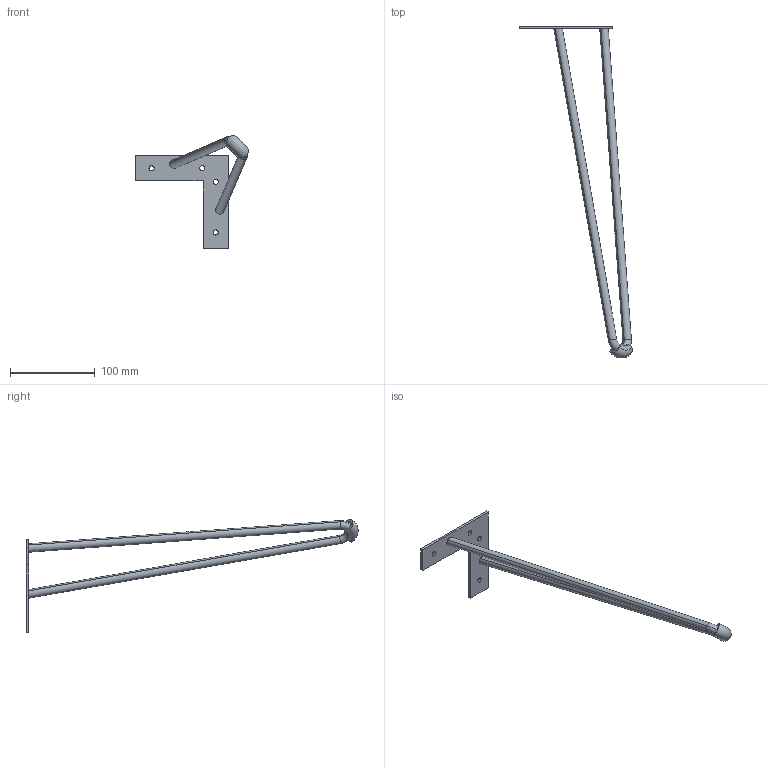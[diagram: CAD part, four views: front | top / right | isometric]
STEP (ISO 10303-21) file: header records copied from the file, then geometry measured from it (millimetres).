
FILE_DESCRIPTION (( 'STEP AP214' ), '1' );
FILE_NAME ('F002851_3D.step', '2022-10-10T15:16:11', ( '' ), ( '' ), 'SwSTEP 2.0', 'SolidWorks 2020', '' );
FILE_SCHEMA (( 'AUTOMOTIVE_DESIGN' ));
Length unit declared in the file: millimetre
Products named in the file (1): F002851_3D
Bounding box: 133.79 x 392.64 x 133.79 mm (x, y, z)
Volume: 80662.7 mm3; surface area: 39282.4 mm2
Topology: 3 solids, 3 shells, 34 faces, 80 edges, 52 vertices
Faces by surface type: plane 16, cylinder 14, torus 4
Entity records: 1428 total; most frequent: DIRECTION 180, CARTESIAN_POINT 179, ORIENTED_EDGE 160, EDGE_CURVE 80, AXIS2_PLACEMENT_3D 69, VERTEX_POINT 52, LINE 42, EDGE_LOOP 42
